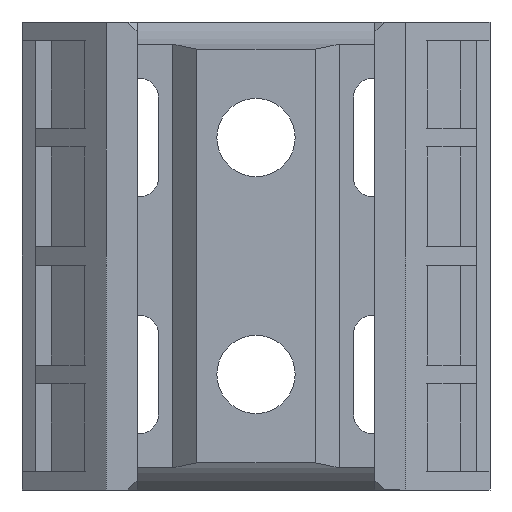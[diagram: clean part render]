
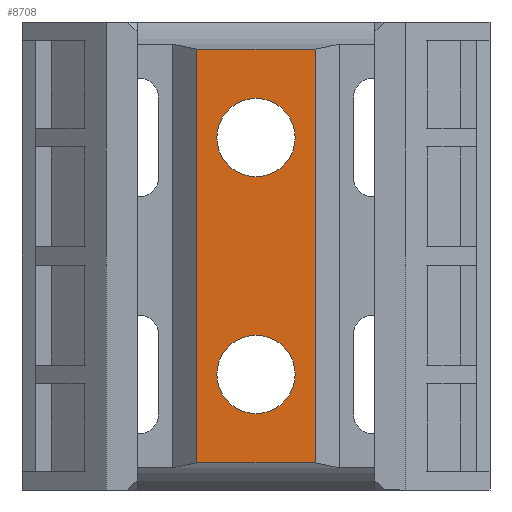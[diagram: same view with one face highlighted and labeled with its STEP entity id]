
A CAD part, front view. The second image highlights one B-rep face of the part: STEP entity #8708.
In plain terms, the highlighted planar face has unit normal (0, -1, 0).
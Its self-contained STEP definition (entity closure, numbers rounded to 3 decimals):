
#246 = ORIENTED_EDGE ( 'NONE', *, *, #3979, .F. ) ;
#317 = VECTOR ( 'NONE', #8274, 1000. ) ;
#455 = EDGE_CURVE ( 'NONE', #1057, #4094, #7557, .T. ) ;
#683 = LINE ( 'NONE', #8382, #317 ) ;
#752 = ORIENTED_EDGE ( 'NONE', *, *, #3205, .F. ) ;
#801 = EDGE_CURVE ( 'NONE', #7842, #7765, #2209, .T. ) ;
#976 = CIRCLE ( 'NONE', #6769, 2.1 ) ;
#1057 = VERTEX_POINT ( 'NONE', #9473 ) ;
#1430 = CARTESIAN_POINT ( 'NONE',  ( 0., 13.589, 4.25 ) ) ;
#1454 = VECTOR ( 'NONE', #8863, 1000. ) ;
#1992 = VECTOR ( 'NONE', #10008, 1000. ) ;
#2209 = LINE ( 'NONE', #10176, #1992 ) ;
#2447 = LINE ( 'NONE', #8774, #1454 ) ;
#2485 = DIRECTION ( 'NONE',  ( 0., 0., 1. ) ) ;
#2547 = ORIENTED_EDGE ( 'NONE', *, *, #455, .F. ) ;
#2581 = DIRECTION ( 'NONE',  ( 0., 0., 1. ) ) ;
#2612 = AXIS2_PLACEMENT_3D ( 'NONE', #10787, #10759, #10737 ) ;
#2901 = DIRECTION ( 'NONE',  ( 0., -1., 0. ) ) ;
#2976 = VERTEX_POINT ( 'NONE', #8886 ) ;
#3056 = CARTESIAN_POINT ( 'NONE',  ( -29.866, 13.589, 11.1 ) ) ;
#3176 = EDGE_CURVE ( 'NONE', #7765, #4094, #2447, .T. ) ;
#3205 = EDGE_CURVE ( 'NONE', #7842, #1057, #683, .T. ) ;
#3979 = EDGE_CURVE ( 'NONE', #4239, #10111, #9751, .T. ) ;
#4094 = VERTEX_POINT ( 'NONE', #6955 ) ;
#4239 = VERTEX_POINT ( 'NONE', #1430 ) ;
#4621 = CARTESIAN_POINT ( 'NONE',  ( 0., 13.589, -4.25 ) ) ;
#5017 = EDGE_CURVE ( 'NONE', #2976, #8855, #6748, .T. ) ;
#5089 = EDGE_CURVE ( 'NONE', #8855, #2976, #7478, .T. ) ;
#5282 = EDGE_CURVE ( 'NONE', #10111, #4239, #976, .T. ) ;
#5351 = EDGE_LOOP ( 'NONE', ( #2547, #752, #8798, #6415 ) ) ;
#5445 = AXIS2_PLACEMENT_3D ( 'NONE', #9837, #2901, #2485 ) ;
#5956 = AXIS2_PLACEMENT_3D ( 'NONE', #6481, #6761, #6420 ) ;
#6247 = CARTESIAN_POINT ( 'NONE',  ( -3.175, 13.589, -11.1 ) ) ;
#6415 = ORIENTED_EDGE ( 'NONE', *, *, #3176, .T. ) ;
#6420 = DIRECTION ( 'NONE',  ( 0., 0., 1. ) ) ;
#6481 = CARTESIAN_POINT ( 'NONE',  ( 0., 13.589, 12.55 ) ) ;
#6493 = PLANE ( 'NONE',  #5956 ) ;
#6595 = ORIENTED_EDGE ( 'NONE', *, *, #5089, .F. ) ;
#6693 = DIRECTION ( 'NONE',  ( 0., 0., 1. ) ) ;
#6748 = CIRCLE ( 'NONE', #8712, 2.1 ) ;
#6761 = DIRECTION ( 'NONE',  ( 0., 1., 0. ) ) ;
#6769 = AXIS2_PLACEMENT_3D ( 'NONE', #8338, #8303, #2581 ) ;
#6955 = CARTESIAN_POINT ( 'NONE',  ( 3.175, 13.589, 11.1 ) ) ;
#6968 = EDGE_LOOP ( 'NONE', ( #6595, #9253 ) ) ;
#7027 = EDGE_LOOP ( 'NONE', ( #9050, #246 ) ) ;
#7478 = CIRCLE ( 'NONE', #5445, 2.1 ) ;
#7547 = VECTOR ( 'NONE', #8853, 1000. ) ;
#7557 = LINE ( 'NONE', #3056, #7547 ) ;
#7685 = DIRECTION ( 'NONE',  ( 0., -1., 0. ) ) ;
#7765 = VERTEX_POINT ( 'NONE', #8898 ) ;
#7775 = CARTESIAN_POINT ( 'NONE',  ( 0., 13.589, -6.35 ) ) ;
#7842 = VERTEX_POINT ( 'NONE', #6247 ) ;
#8274 = DIRECTION ( 'NONE',  ( 0., 0., 1. ) ) ;
#8303 = DIRECTION ( 'NONE',  ( 0., -1., 0. ) ) ;
#8338 = CARTESIAN_POINT ( 'NONE',  ( 0., 13.589, 6.35 ) ) ;
#8382 = CARTESIAN_POINT ( 'NONE',  ( -3.175, 13.589, -46.295 ) ) ;
#8708 = ADVANCED_FACE ( 'NONE', ( #11173, #11161, #11211 ), #6493, .F. ) ;
#8712 = AXIS2_PLACEMENT_3D ( 'NONE', #7775, #7685, #6693 ) ;
#8774 = CARTESIAN_POINT ( 'NONE',  ( 3.175, 13.589, -46.295 ) ) ;
#8798 = ORIENTED_EDGE ( 'NONE', *, *, #801, .T. ) ;
#8853 = DIRECTION ( 'NONE',  ( 1., 0., 0. ) ) ;
#8855 = VERTEX_POINT ( 'NONE', #4621 ) ;
#8863 = DIRECTION ( 'NONE',  ( 0., 0., 1. ) ) ;
#8886 = CARTESIAN_POINT ( 'NONE',  ( 0., 13.589, -8.45 ) ) ;
#8898 = CARTESIAN_POINT ( 'NONE',  ( 3.175, 13.589, -11.1 ) ) ;
#9050 = ORIENTED_EDGE ( 'NONE', *, *, #5282, .F. ) ;
#9253 = ORIENTED_EDGE ( 'NONE', *, *, #5017, .F. ) ;
#9473 = CARTESIAN_POINT ( 'NONE',  ( -3.175, 13.589, 11.1 ) ) ;
#9544 = CARTESIAN_POINT ( 'NONE',  ( 0., 13.589, 8.45 ) ) ;
#9751 = CIRCLE ( 'NONE', #2612, 2.1 ) ;
#9837 = CARTESIAN_POINT ( 'NONE',  ( 0., 13.589, -6.35 ) ) ;
#10008 = DIRECTION ( 'NONE',  ( 1., 0., 0. ) ) ;
#10111 = VERTEX_POINT ( 'NONE', #9544 ) ;
#10176 = CARTESIAN_POINT ( 'NONE',  ( -29.866, 13.589, -11.1 ) ) ;
#10737 = DIRECTION ( 'NONE',  ( 0., 0., 1. ) ) ;
#10759 = DIRECTION ( 'NONE',  ( 0., -1., 0. ) ) ;
#10787 = CARTESIAN_POINT ( 'NONE',  ( 0., 13.589, 6.35 ) ) ;
#11161 = FACE_BOUND ( 'NONE', #7027, .T. ) ;
#11173 = FACE_BOUND ( 'NONE', #6968, .T. ) ;
#11211 = FACE_OUTER_BOUND ( 'NONE', #5351, .T. ) ;
